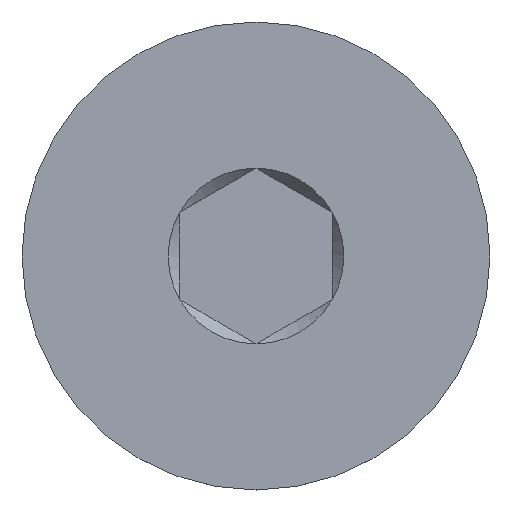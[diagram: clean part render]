
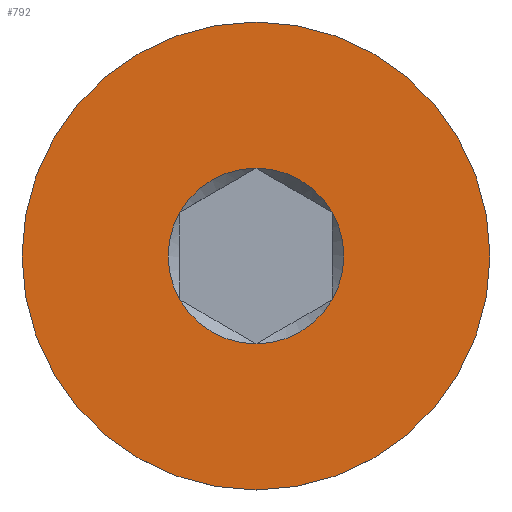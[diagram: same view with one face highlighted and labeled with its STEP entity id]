
A CAD part, top view. The second image highlights one B-rep face of the part: STEP entity #792.
In plain terms, the highlighted planar face has unit normal (0, 0, 1).
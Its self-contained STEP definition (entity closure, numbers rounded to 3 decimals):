
#17=FACE_BOUND('',#147,.T.);
#18=PLANE('',#872);
#99=FACE_OUTER_BOUND('',#146,.T.);
#146=EDGE_LOOP('',(#620,#621));
#147=EDGE_LOOP('',(#622,#623,#624,#625,#626,#627));
#172=CIRCLE('',#864,0.751);
#173=CIRCLE('',#866,2.);
#174=CIRCLE('',#867,2.);
#178=CIRCLE('',#873,0.751);
#179=CIRCLE('',#874,0.751);
#180=CIRCLE('',#875,0.751);
#181=CIRCLE('',#876,0.751);
#182=CIRCLE('',#877,0.751);
#351=VERTEX_POINT('',#3356);
#352=VERTEX_POINT('',#3357);
#353=VERTEX_POINT('',#3363);
#354=VERTEX_POINT('',#3364);
#360=VERTEX_POINT('',#3460);
#361=VERTEX_POINT('',#3462);
#362=VERTEX_POINT('',#3464);
#363=VERTEX_POINT('',#3466);
#456=EDGE_CURVE('',#351,#352,#172,.T.);
#457=EDGE_CURVE('',#353,#354,#173,.T.);
#458=EDGE_CURVE('',#354,#353,#174,.T.);
#467=EDGE_CURVE('',#352,#360,#178,.T.);
#468=EDGE_CURVE('',#360,#361,#179,.T.);
#469=EDGE_CURVE('',#361,#362,#180,.T.);
#470=EDGE_CURVE('',#362,#363,#181,.T.);
#471=EDGE_CURVE('',#363,#351,#182,.T.);
#620=ORIENTED_EDGE('',*,*,#457,.T.);
#621=ORIENTED_EDGE('',*,*,#458,.T.);
#622=ORIENTED_EDGE('',*,*,#467,.T.);
#623=ORIENTED_EDGE('',*,*,#468,.T.);
#624=ORIENTED_EDGE('',*,*,#469,.T.);
#625=ORIENTED_EDGE('',*,*,#470,.T.);
#626=ORIENTED_EDGE('',*,*,#471,.T.);
#627=ORIENTED_EDGE('',*,*,#456,.T.);
#792=ADVANCED_FACE('',(#99,#17),#18,.F.);
#864=AXIS2_PLACEMENT_3D('',#3361,#988,#989);
#866=AXIS2_PLACEMENT_3D('',#3365,#992,#993);
#867=AXIS2_PLACEMENT_3D('',#3366,#994,#995);
#872=AXIS2_PLACEMENT_3D('',#3459,#1006,#1007);
#873=AXIS2_PLACEMENT_3D('',#3461,#1008,#1009);
#874=AXIS2_PLACEMENT_3D('',#3463,#1010,#1011);
#875=AXIS2_PLACEMENT_3D('',#3465,#1012,#1013);
#876=AXIS2_PLACEMENT_3D('',#3467,#1014,#1015);
#877=AXIS2_PLACEMENT_3D('',#3468,#1016,#1017);
#988=DIRECTION('center_axis',(0.,0.,-1.));
#989=DIRECTION('ref_axis',(-1.,0.,0.));
#992=DIRECTION('center_axis',(0.,0.,1.));
#993=DIRECTION('ref_axis',(0.,-1.,0.));
#994=DIRECTION('center_axis',(0.,0.,1.));
#995=DIRECTION('ref_axis',(0.,-1.,0.));
#1006=DIRECTION('center_axis',(0.,0.,-1.));
#1007=DIRECTION('ref_axis',(0.,1.,0.));
#1008=DIRECTION('center_axis',(0.,0.,-1.));
#1009=DIRECTION('ref_axis',(-1.,0.,0.));
#1010=DIRECTION('center_axis',(0.,0.,-1.));
#1011=DIRECTION('ref_axis',(-1.,0.,0.));
#1012=DIRECTION('center_axis',(0.,0.,-1.));
#1013=DIRECTION('ref_axis',(-1.,0.,0.));
#1014=DIRECTION('center_axis',(0.,0.,-1.));
#1015=DIRECTION('ref_axis',(-1.,0.,0.));
#1016=DIRECTION('center_axis',(0.,0.,-1.));
#1017=DIRECTION('ref_axis',(-1.,0.,0.));
#3356=CARTESIAN_POINT('',(-0.65,-0.375,3.));
#3357=CARTESIAN_POINT('',(-0.65,0.375,3.));
#3361=CARTESIAN_POINT('Origin',(0.,0.,3.));
#3363=CARTESIAN_POINT('',(0.,-2.,3.));
#3364=CARTESIAN_POINT('',(0.,2.,3.));
#3365=CARTESIAN_POINT('Origin',(0.,0.,3.));
#3366=CARTESIAN_POINT('Origin',(0.,0.,3.));
#3459=CARTESIAN_POINT('Origin',(0.,0.,
3.));
#3460=CARTESIAN_POINT('',(0.,0.751,3.));
#3461=CARTESIAN_POINT('Origin',(0.,0.,3.));
#3462=CARTESIAN_POINT('',(0.65,0.375,3.));
#3463=CARTESIAN_POINT('Origin',(0.,0.,3.));
#3464=CARTESIAN_POINT('',(0.65,-0.375,3.));
#3465=CARTESIAN_POINT('Origin',(0.,0.,3.));
#3466=CARTESIAN_POINT('',(0.,-0.751,3.));
#3467=CARTESIAN_POINT('Origin',(0.,0.,3.));
#3468=CARTESIAN_POINT('Origin',(0.,0.,3.));
